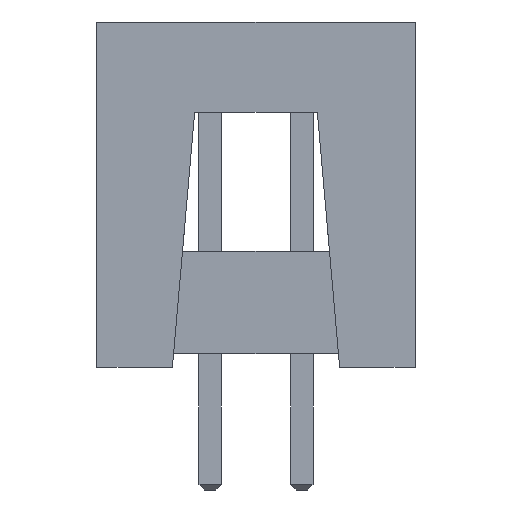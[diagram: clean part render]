
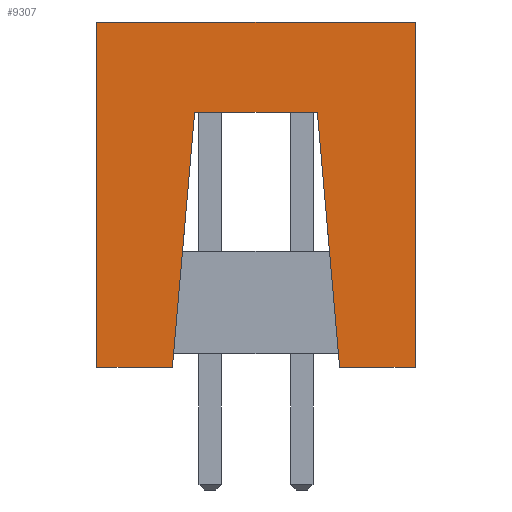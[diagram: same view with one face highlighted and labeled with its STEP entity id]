
A CAD part, front view. The second image highlights one B-rep face of the part: STEP entity #9307.
In plain terms, the highlighted planar face has unit normal (0, -1, 0).
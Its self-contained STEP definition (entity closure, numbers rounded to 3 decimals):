
#8554 = PLANE('',#8555);
#8555 = AXIS2_PLACEMENT_3D('',#8556,#8557,#8558);
#8556 = CARTESIAN_POINT('',(-0.41,-12.5,7.07));
#8557 = DIRECTION('',(0.996,0.,
    -0.087));
#8558 = DIRECTION('',(-0.087,0.,
    -0.996));
#8653 = VERTEX_POINT('',#8654);
#8654 = CARTESIAN_POINT('',(-0.41,-12.5,7.07));
#8668 = PLANE('',#8669);
#8669 = AXIS2_PLACEMENT_3D('',#8670,#8671,#8672);
#8670 = CARTESIAN_POINT('',(2.99,-12.5,7.07));
#8671 = DIRECTION('',(0.,0.,-1.));
#8672 = DIRECTION('',(-1.,0.,0.));
#8680 = EDGE_CURVE('',#8681,#8653,#8683,.T.);
#8681 = VERTEX_POINT('',#8682);
#8682 = CARTESIAN_POINT('',(-1.029,-12.5,0.));
#8683 = SURFACE_CURVE('',#8684,(#8688,#8695),.PCURVE_S1.);
#8684 = LINE('',#8685,#8686);
#8685 = CARTESIAN_POINT('',(-0.727,-12.5,3.444));
#8686 = VECTOR('',#8687,1.);
#8687 = DIRECTION('',(0.087,0.,
    0.996));
#8688 = PCURVE('',#8554,#8689);
#8689 = DEFINITIONAL_REPRESENTATION('',(#8690),#8694);
#8690 = LINE('',#8691,#8692);
#8691 = CARTESIAN_POINT('',(3.64,0.));
#8692 = VECTOR('',#8693,1.);
#8693 = DIRECTION('',(-1.,0.));
#8694 = ( GEOMETRIC_REPRESENTATION_CONTEXT(2) 
PARAMETRIC_REPRESENTATION_CONTEXT() REPRESENTATION_CONTEXT('2D SPACE',''
  ) );
#8695 = PCURVE('',#8696,#8701);
#8696 = PLANE('',#8697);
#8697 = AXIS2_PLACEMENT_3D('',#8698,#8699,#8700);
#8698 = CARTESIAN_POINT('',(-3.12,-12.5,0.));
#8699 = DIRECTION('',(0.,-1.,0.));
#8700 = DIRECTION('',(1.,0.,0.));
#8701 = DEFINITIONAL_REPRESENTATION('',(#8702),#8706);
#8702 = LINE('',#8703,#8704);
#8703 = CARTESIAN_POINT('',(2.393,3.444));
#8704 = VECTOR('',#8705,1.);
#8705 = DIRECTION('',(0.087,0.996));
#8706 = ( GEOMETRIC_REPRESENTATION_CONTEXT(2) 
PARAMETRIC_REPRESENTATION_CONTEXT() REPRESENTATION_CONTEXT('2D SPACE',''
  ) );
#8724 = PLANE('',#8725);
#8725 = AXIS2_PLACEMENT_3D('',#8726,#8727,#8728);
#8726 = CARTESIAN_POINT('',(1.29,-3.815,0.));
#8727 = DIRECTION('',(0.,0.,-1.));
#8728 = DIRECTION('',(0.,-1.,0.));
#8789 = VERTEX_POINT('',#8790);
#8790 = CARTESIAN_POINT('',(2.99,-12.5,7.07));
#8804 = PLANE('',#8805);
#8805 = AXIS2_PLACEMENT_3D('',#8806,#8807,#8808);
#8806 = CARTESIAN_POINT('',(3.609,-12.5,0.));
#8807 = DIRECTION('',(-0.996,0.,
    -0.087));
#8808 = DIRECTION('',(-0.087,0.,
    0.996));
#8816 = EDGE_CURVE('',#8653,#8789,#8817,.T.);
#8817 = SURFACE_CURVE('',#8818,(#8822,#8829),.PCURVE_S1.);
#8818 = LINE('',#8819,#8820);
#8819 = CARTESIAN_POINT('',(-0.065,-12.5,7.07));
#8820 = VECTOR('',#8821,1.);
#8821 = DIRECTION('',(1.,0.,0.));
#8822 = PCURVE('',#8668,#8823);
#8823 = DEFINITIONAL_REPRESENTATION('',(#8824),#8828);
#8824 = LINE('',#8825,#8826);
#8825 = CARTESIAN_POINT('',(3.055,0.));
#8826 = VECTOR('',#8827,1.);
#8827 = DIRECTION('',(-1.,0.));
#8828 = ( GEOMETRIC_REPRESENTATION_CONTEXT(2) 
PARAMETRIC_REPRESENTATION_CONTEXT() REPRESENTATION_CONTEXT('2D SPACE',''
  ) );
#8829 = PCURVE('',#8696,#8830);
#8830 = DEFINITIONAL_REPRESENTATION('',(#8831),#8835);
#8831 = LINE('',#8832,#8833);
#8832 = CARTESIAN_POINT('',(3.055,7.07));
#8833 = VECTOR('',#8834,1.);
#8834 = DIRECTION('',(1.,0.));
#8835 = ( GEOMETRIC_REPRESENTATION_CONTEXT(2) 
PARAMETRIC_REPRESENTATION_CONTEXT() REPRESENTATION_CONTEXT('2D SPACE',''
  ) );
#8895 = VERTEX_POINT('',#8896);
#8896 = CARTESIAN_POINT('',(3.609,-12.5,0.));
#8910 = PLANE('',#8911);
#8911 = AXIS2_PLACEMENT_3D('',#8912,#8913,#8914);
#8912 = CARTESIAN_POINT('',(1.29,-3.815,0.));
#8913 = DIRECTION('',(0.,0.,-1.));
#8914 = DIRECTION('',(0.,-1.,0.));
#8922 = EDGE_CURVE('',#8789,#8895,#8923,.T.);
#8923 = SURFACE_CURVE('',#8924,(#8928,#8935),.PCURVE_S1.);
#8924 = LINE('',#8925,#8926);
#8925 = CARTESIAN_POINT('',(3.583,-12.5,0.292));
#8926 = VECTOR('',#8927,1.);
#8927 = DIRECTION('',(0.087,0.,
    -0.996));
#8928 = PCURVE('',#8804,#8929);
#8929 = DEFINITIONAL_REPRESENTATION('',(#8930),#8934);
#8930 = LINE('',#8931,#8932);
#8931 = CARTESIAN_POINT('',(0.293,0.));
#8932 = VECTOR('',#8933,1.);
#8933 = DIRECTION('',(-1.,0.));
#8934 = ( GEOMETRIC_REPRESENTATION_CONTEXT(2) 
PARAMETRIC_REPRESENTATION_CONTEXT() REPRESENTATION_CONTEXT('2D SPACE',''
  ) );
#8935 = PCURVE('',#8696,#8936);
#8936 = DEFINITIONAL_REPRESENTATION('',(#8937),#8941);
#8937 = LINE('',#8938,#8939);
#8938 = CARTESIAN_POINT('',(6.703,0.292));
#8939 = VECTOR('',#8940,1.);
#8940 = DIRECTION('',(0.087,-0.996));
#8941 = ( GEOMETRIC_REPRESENTATION_CONTEXT(2) 
PARAMETRIC_REPRESENTATION_CONTEXT() REPRESENTATION_CONTEXT('2D SPACE',''
  ) );
#9101 = PLANE('',#9102);
#9102 = AXIS2_PLACEMENT_3D('',#9103,#9104,#9105);
#9103 = CARTESIAN_POINT('',(5.7,-12.5,0.));
#9104 = DIRECTION('',(1.,0.,0.));
#9105 = DIRECTION('',(0.,1.,0.));
#9177 = PLANE('',#9178);
#9178 = AXIS2_PLACEMENT_3D('',#9179,#9180,#9181);
#9179 = CARTESIAN_POINT('',(-3.12,4.87,0.));
#9180 = DIRECTION('',(-1.,0.,0.));
#9181 = DIRECTION('',(0.,-1.,0.));
#9216 = VERTEX_POINT('',#9217);
#9217 = CARTESIAN_POINT('',(5.7,-12.5,0.));
#9238 = EDGE_CURVE('',#9216,#8895,#9239,.T.);
#9239 = SURFACE_CURVE('',#9240,(#9244,#9251),.PCURVE_S1.);
#9240 = LINE('',#9241,#9242);
#9241 = CARTESIAN_POINT('',(5.7,-12.5,0.));
#9242 = VECTOR('',#9243,1.);
#9243 = DIRECTION('',(-1.,0.,0.));
#9244 = PCURVE('',#8910,#9245);
#9245 = DEFINITIONAL_REPRESENTATION('',(#9246),#9250);
#9246 = LINE('',#9247,#9248);
#9247 = CARTESIAN_POINT('',(8.685,-4.41));
#9248 = VECTOR('',#9249,1.);
#9249 = DIRECTION('',(0.,1.));
#9250 = ( GEOMETRIC_REPRESENTATION_CONTEXT(2) 
PARAMETRIC_REPRESENTATION_CONTEXT() REPRESENTATION_CONTEXT('2D SPACE',''
  ) );
#9251 = PCURVE('',#8696,#9252);
#9252 = DEFINITIONAL_REPRESENTATION('',(#9253),#9257);
#9253 = LINE('',#9254,#9255);
#9254 = CARTESIAN_POINT('',(8.82,0.));
#9255 = VECTOR('',#9256,1.);
#9256 = DIRECTION('',(-1.,0.));
#9257 = ( GEOMETRIC_REPRESENTATION_CONTEXT(2) 
PARAMETRIC_REPRESENTATION_CONTEXT() REPRESENTATION_CONTEXT('2D SPACE',''
  ) );
#9263 = EDGE_CURVE('',#8681,#9264,#9266,.T.);
#9264 = VERTEX_POINT('',#9265);
#9265 = CARTESIAN_POINT('',(-3.12,-12.5,0.));
#9266 = SURFACE_CURVE('',#9267,(#9271,#9278),.PCURVE_S1.);
#9267 = LINE('',#9268,#9269);
#9268 = CARTESIAN_POINT('',(5.7,-12.5,0.));
#9269 = VECTOR('',#9270,1.);
#9270 = DIRECTION('',(-1.,0.,0.));
#9271 = PCURVE('',#8724,#9272);
#9272 = DEFINITIONAL_REPRESENTATION('',(#9273),#9277);
#9273 = LINE('',#9274,#9275);
#9274 = CARTESIAN_POINT('',(8.685,-4.41));
#9275 = VECTOR('',#9276,1.);
#9276 = DIRECTION('',(0.,1.));
#9277 = ( GEOMETRIC_REPRESENTATION_CONTEXT(2) 
PARAMETRIC_REPRESENTATION_CONTEXT() REPRESENTATION_CONTEXT('2D SPACE',''
  ) );
#9278 = PCURVE('',#8696,#9279);
#9279 = DEFINITIONAL_REPRESENTATION('',(#9280),#9284);
#9280 = LINE('',#9281,#9282);
#9281 = CARTESIAN_POINT('',(8.82,0.));
#9282 = VECTOR('',#9283,1.);
#9283 = DIRECTION('',(-1.,0.));
#9284 = ( GEOMETRIC_REPRESENTATION_CONTEXT(2) 
PARAMETRIC_REPRESENTATION_CONTEXT() REPRESENTATION_CONTEXT('2D SPACE',''
  ) );
#9307 = ADVANCED_FACE('',(#9308),#8696,.T.);
#9308 = FACE_BOUND('',#9309,.T.);
#9309 = EDGE_LOOP('',(#9310,#9311,#9312,#9313,#9314,#9337,#9365,#9386));
#9310 = ORIENTED_EDGE('',*,*,#8680,.T.);
#9311 = ORIENTED_EDGE('',*,*,#8816,.T.);
#9312 = ORIENTED_EDGE('',*,*,#8922,.T.);
#9313 = ORIENTED_EDGE('',*,*,#9238,.F.);
#9314 = ORIENTED_EDGE('',*,*,#9315,.T.);
#9315 = EDGE_CURVE('',#9216,#9316,#9318,.T.);
#9316 = VERTEX_POINT('',#9317);
#9317 = CARTESIAN_POINT('',(5.7,-12.5,9.57));
#9318 = SURFACE_CURVE('',#9319,(#9323,#9330),.PCURVE_S1.);
#9319 = LINE('',#9320,#9321);
#9320 = CARTESIAN_POINT('',(5.7,-12.5,0.));
#9321 = VECTOR('',#9322,1.);
#9322 = DIRECTION('',(0.,0.,1.));
#9323 = PCURVE('',#8696,#9324);
#9324 = DEFINITIONAL_REPRESENTATION('',(#9325),#9329);
#9325 = LINE('',#9326,#9327);
#9326 = CARTESIAN_POINT('',(8.82,0.));
#9327 = VECTOR('',#9328,1.);
#9328 = DIRECTION('',(0.,1.));
#9329 = ( GEOMETRIC_REPRESENTATION_CONTEXT(2) 
PARAMETRIC_REPRESENTATION_CONTEXT() REPRESENTATION_CONTEXT('2D SPACE',''
  ) );
#9330 = PCURVE('',#9101,#9331);
#9331 = DEFINITIONAL_REPRESENTATION('',(#9332),#9336);
#9332 = LINE('',#9333,#9334);
#9333 = CARTESIAN_POINT('',(0.,0.));
#9334 = VECTOR('',#9335,1.);
#9335 = DIRECTION('',(0.,1.));
#9336 = ( GEOMETRIC_REPRESENTATION_CONTEXT(2) 
PARAMETRIC_REPRESENTATION_CONTEXT() REPRESENTATION_CONTEXT('2D SPACE',''
  ) );
#9337 = ORIENTED_EDGE('',*,*,#9338,.F.);
#9338 = EDGE_CURVE('',#9339,#9316,#9341,.T.);
#9339 = VERTEX_POINT('',#9340);
#9340 = CARTESIAN_POINT('',(-3.12,-12.5,9.57));
#9341 = SURFACE_CURVE('',#9342,(#9346,#9353),.PCURVE_S1.);
#9342 = LINE('',#9343,#9344);
#9343 = CARTESIAN_POINT('',(5.7,-12.5,9.57));
#9344 = VECTOR('',#9345,1.);
#9345 = DIRECTION('',(1.,0.,0.));
#9346 = PCURVE('',#8696,#9347);
#9347 = DEFINITIONAL_REPRESENTATION('',(#9348),#9352);
#9348 = LINE('',#9349,#9350);
#9349 = CARTESIAN_POINT('',(8.82,9.57));
#9350 = VECTOR('',#9351,1.);
#9351 = DIRECTION('',(1.,0.));
#9352 = ( GEOMETRIC_REPRESENTATION_CONTEXT(2) 
PARAMETRIC_REPRESENTATION_CONTEXT() REPRESENTATION_CONTEXT('2D SPACE',''
  ) );
#9353 = PCURVE('',#9354,#9359);
#9354 = PLANE('',#9355);
#9355 = AXIS2_PLACEMENT_3D('',#9356,#9357,#9358);
#9356 = CARTESIAN_POINT('',(1.29,-3.815,9.57));
#9357 = DIRECTION('',(0.,0.,1.));
#9358 = DIRECTION('',(0.,1.,0.));
#9359 = DEFINITIONAL_REPRESENTATION('',(#9360),#9364);
#9360 = LINE('',#9361,#9362);
#9361 = CARTESIAN_POINT('',(-8.685,-4.41));
#9362 = VECTOR('',#9363,1.);
#9363 = DIRECTION('',(0.,-1.));
#9364 = ( GEOMETRIC_REPRESENTATION_CONTEXT(2) 
PARAMETRIC_REPRESENTATION_CONTEXT() REPRESENTATION_CONTEXT('2D SPACE',''
  ) );
#9365 = ORIENTED_EDGE('',*,*,#9366,.F.);
#9366 = EDGE_CURVE('',#9264,#9339,#9367,.T.);
#9367 = SURFACE_CURVE('',#9368,(#9372,#9379),.PCURVE_S1.);
#9368 = LINE('',#9369,#9370);
#9369 = CARTESIAN_POINT('',(-3.12,-12.5,0.));
#9370 = VECTOR('',#9371,1.);
#9371 = DIRECTION('',(0.,0.,1.));
#9372 = PCURVE('',#8696,#9373);
#9373 = DEFINITIONAL_REPRESENTATION('',(#9374),#9378);
#9374 = LINE('',#9375,#9376);
#9375 = CARTESIAN_POINT('',(0.,0.));
#9376 = VECTOR('',#9377,1.);
#9377 = DIRECTION('',(0.,1.));
#9378 = ( GEOMETRIC_REPRESENTATION_CONTEXT(2) 
PARAMETRIC_REPRESENTATION_CONTEXT() REPRESENTATION_CONTEXT('2D SPACE',''
  ) );
#9379 = PCURVE('',#9177,#9380);
#9380 = DEFINITIONAL_REPRESENTATION('',(#9381),#9385);
#9381 = LINE('',#9382,#9383);
#9382 = CARTESIAN_POINT('',(17.37,0.));
#9383 = VECTOR('',#9384,1.);
#9384 = DIRECTION('',(0.,1.));
#9385 = ( GEOMETRIC_REPRESENTATION_CONTEXT(2) 
PARAMETRIC_REPRESENTATION_CONTEXT() REPRESENTATION_CONTEXT('2D SPACE',''
  ) );
#9386 = ORIENTED_EDGE('',*,*,#9263,.F.);
